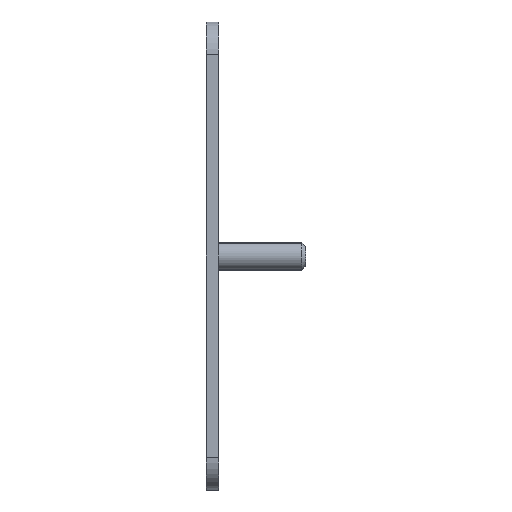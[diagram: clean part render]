
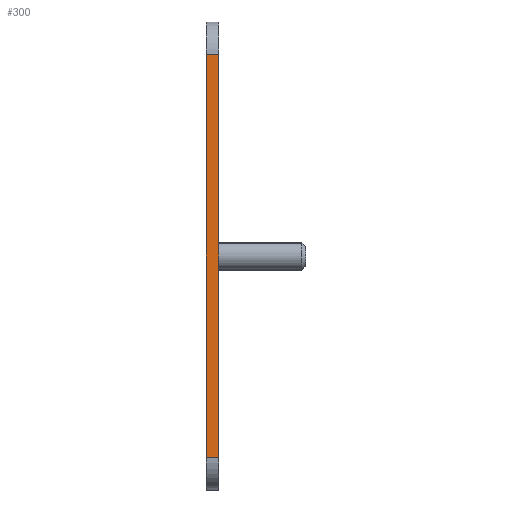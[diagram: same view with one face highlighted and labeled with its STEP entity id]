
A CAD part, left-side view. The second image highlights one B-rep face of the part: STEP entity #300.
In plain terms, the highlighted planar face has unit normal (-1, 0, 0).
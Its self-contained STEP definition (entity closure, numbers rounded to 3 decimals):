
#50 = VECTOR ( 'NONE', #1329, 1000. ) ;
#98 = EDGE_CURVE ( 'NONE', #948, #1559, #610, .T. ) ;
#129 = CARTESIAN_POINT ( 'NONE',  ( -45., 1.587, 25.825 ) ) ;
#133 = VECTOR ( 'NONE', #973, 1000. ) ;
#179 = DIRECTION ( 'NONE',  ( 0., -1., 0. ) ) ;
#300 = ADVANCED_FACE ( 'NONE', ( #1305 ), #1279, .F. ) ;
#341 = VERTEX_POINT ( 'NONE', #1330 ) ;
#388 = DIRECTION ( 'NONE',  ( 1., 0., 0. ) ) ;
#399 = ORIENTED_EDGE ( 'NONE', *, *, #822, .T. ) ;
#434 = LINE ( 'NONE', #1316, #50 ) ;
#482 = CARTESIAN_POINT ( 'NONE',  ( -45., 1.587, -25.825 ) ) ;
#506 = EDGE_CURVE ( 'NONE', #1190, #341, #1612, .T. ) ;
#610 = LINE ( 'NONE', #1564, #133 ) ;
#703 = ORIENTED_EDGE ( 'NONE', *, *, #1292, .F. ) ;
#752 = ORIENTED_EDGE ( 'NONE', *, *, #506, .T. ) ;
#777 = ORIENTED_EDGE ( 'NONE', *, *, #98, .F. ) ;
#822 = EDGE_CURVE ( 'NONE', #341, #1559, #434, .T. ) ;
#917 = VECTOR ( 'NONE', #1774, 1000. ) ;
#948 = VERTEX_POINT ( 'NONE', #129 ) ;
#973 = DIRECTION ( 'NONE',  ( 0., -1., 0. ) ) ;
#1135 = CARTESIAN_POINT ( 'NONE',  ( -45., 1.587, -25.825 ) ) ;
#1190 = VERTEX_POINT ( 'NONE', #1459 ) ;
#1279 = PLANE ( 'NONE',  #1908 ) ;
#1292 = EDGE_CURVE ( 'NONE', #1190, #948, #1511, .T. ) ;
#1305 = FACE_OUTER_BOUND ( 'NONE', #1588, .T. ) ;
#1316 = CARTESIAN_POINT ( 'NONE',  ( -45., 0., -25.825 ) ) ;
#1329 = DIRECTION ( 'NONE',  ( 0., 0., 1. ) ) ;
#1330 = CARTESIAN_POINT ( 'NONE',  ( -45., 0., -25.825 ) ) ;
#1439 = DIRECTION ( 'NONE',  ( 0., 0., -1. ) ) ;
#1459 = CARTESIAN_POINT ( 'NONE',  ( -45., 1.587, -25.825 ) ) ;
#1511 = LINE ( 'NONE', #1604, #917 ) ;
#1559 = VERTEX_POINT ( 'NONE', #1713 ) ;
#1564 = CARTESIAN_POINT ( 'NONE',  ( -45., 1.587, 25.825 ) ) ;
#1586 = VECTOR ( 'NONE', #179, 1000. ) ;
#1588 = EDGE_LOOP ( 'NONE', ( #399, #777, #703, #752 ) ) ;
#1604 = CARTESIAN_POINT ( 'NONE',  ( -45., 1.587, -25.825 ) ) ;
#1612 = LINE ( 'NONE', #482, #1586 ) ;
#1713 = CARTESIAN_POINT ( 'NONE',  ( -45., 0., 25.825 ) ) ;
#1774 = DIRECTION ( 'NONE',  ( 0., 0., 1. ) ) ;
#1908 = AXIS2_PLACEMENT_3D ( 'NONE', #1135, #388, #1439 ) ;
